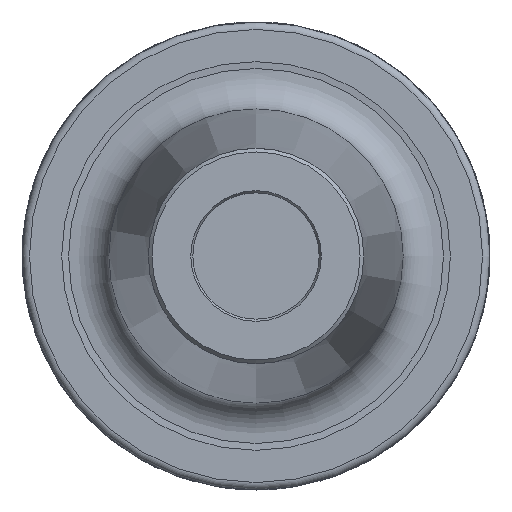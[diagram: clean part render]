
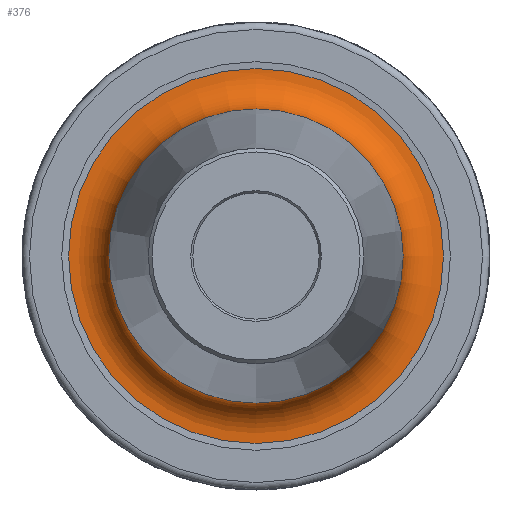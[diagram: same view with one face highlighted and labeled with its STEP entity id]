
A CAD part, left-side view. The second image highlights one B-rep face of the part: STEP entity #376.
In plain terms, the highlighted toroidal (fillet/blend) face has major radius 24.8 mm and minor radius 5 mm.
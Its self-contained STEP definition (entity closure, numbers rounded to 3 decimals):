
#87=TOROIDAL_SURFACE('',#1386,24.8,5.);
#289=FACE_BOUND('',#546,.T.);
#290=FACE_BOUND('',#547,.T.);
#376=ADVANCED_FACE('',(#289,#290),#87,.F.);
#546=EDGE_LOOP('',(#890));
#547=EDGE_LOOP('',(#891));
#890=ORIENTED_EDGE('',*,*,#1193,.T.);
#891=ORIENTED_EDGE('',*,*,#1192,.F.);
#1020=VERTEX_POINT('',#2579);
#1021=VERTEX_POINT('',#2582);
#1192=EDGE_CURVE('',#1020,#1020,#1250,.T.);
#1193=EDGE_CURVE('',#1021,#1021,#1251,.T.);
#1250=CIRCLE('',#1383,25.236);
#1251=CIRCLE('',#1385,19.8);
#1383=AXIS2_PLACEMENT_3D('',#2578,#1704,#1705);
#1385=AXIS2_PLACEMENT_3D('',#2581,#1708,#1709);
#1386=AXIS2_PLACEMENT_3D('',#2583,#1710,#1711);
#1704=DIRECTION('',(1.,0.,0.));
#1705=DIRECTION('',(0.,0.,1.));
#1708=DIRECTION('',(1.,0.,0.));
#1709=DIRECTION('',(0.,0.,1.));
#1710=DIRECTION('',(-1.,0.,0.));
#1711=DIRECTION('',(0.,0.,1.));
#2578=CARTESIAN_POINT('',(125.081,0.,0.));
#2579=CARTESIAN_POINT('',(125.081,0.,25.236));
#2581=CARTESIAN_POINT('',(120.1,0.,0.));
#2582=CARTESIAN_POINT('',(120.1,0.,19.8));
#2583=CARTESIAN_POINT('',(120.1,0.,0.));
